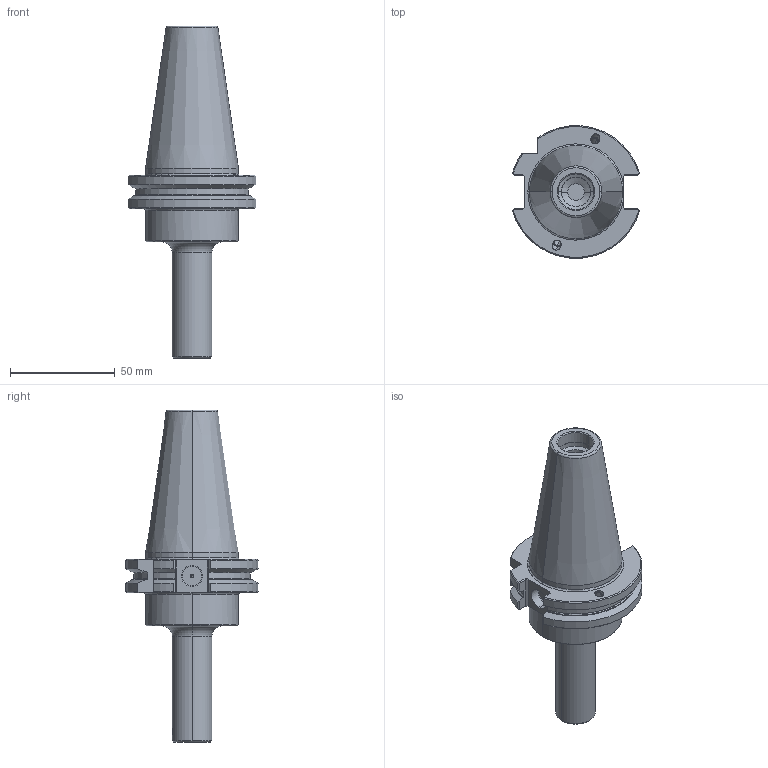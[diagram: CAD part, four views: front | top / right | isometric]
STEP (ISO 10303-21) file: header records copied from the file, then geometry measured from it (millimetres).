
FILE_DESCRIPTION(('no description'),'unknown implementation level');
FILE_NAME('631FFABF-5952-4C78-9FEA-7493BE1F127C_export.stp',' ',('CIMSOURCE GmbH'),('CADClick - KiM GmbH - www.kimweb.de'),'unknown preprocess','ACIS','unknown authorization');
FILE_SCHEMA(('automotive_design'));
Length unit declared in the file: millimetre
Products named in the file (2): 326.011 Kaiser SK40 VBD X CK1 X 80|690.431 Kaiser ETL M4 X 5 CK1;Schnitt-Linear austragen1; 326.011 Kaiser SK40 VBD X CK1 X 80|326.011 Kaiser SK40 VBD X CK1 X 80;Rotation2
Bounding box: 60.95 x 63.29 x 158.75 mm (x, y, z)
Volume: 133615.8 mm3; surface area: 29091.4 mm2
Topology: 2 solids, 2 shells, 204 faces, 499 edges, 309 vertices
Faces by surface type: plane 76, cylinder 59, cone 50, torus 18, bspline 1
Entity records: 12585 total; most frequent: CARTESIAN_POINT 2099, DIRECTION 1039, STYLED_ITEM 1010, PRESENTATION_STYLE_ASSIGNMENT 1010, COLOUR_RGB 1010, ORIENTED_EDGE 990, EDGE_CURVE 495, CURVE_STYLE 495
